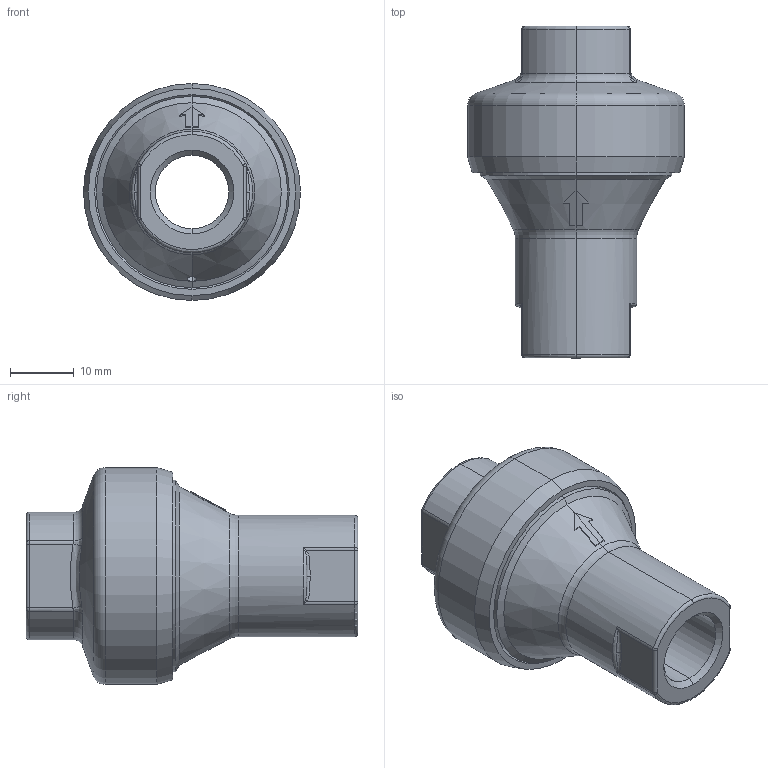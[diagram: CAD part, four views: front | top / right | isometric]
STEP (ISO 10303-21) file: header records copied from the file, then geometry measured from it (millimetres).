
FILE_DESCRIPTION (( 'STEP AP214' ), '1' );
FILE_NAME ('Inline Wasserregler 2bar Kunststoff.STEP', '2016-05-31T13:27:37', ( 'w7' ), ( 'Hewlett-Packard Company' ), 'SwSTEP 2.0', 'SolidWorks 2015', '' );
FILE_SCHEMA (( 'AUTOMOTIVE_DESIGN' ));
Length unit declared in the file: millimetre
Products named in the file (1): Inline Wasserregler 2bar Kunststoff
Bounding box: 34 x 52 x 34 mm (x, y, z)
Surface area: 6261.4 mm2 (no closed solid volume)
Topology: 0 solids, 2 shells, 94 faces, 221 edges, 125 vertices
Faces by surface type: cylinder 27, torus 23, cone 16, plane 14, bspline 14
Entity records: 4100 total; most frequent: CARTESIAN_POINT 977, DIRECTION 456, ORIENTED_EDGE 424, EDGE_CURVE 217, AXIS2_PLACEMENT_3D 198, VERTEX_POINT 125, CIRCLE 117, EDGE_LOOP 97
